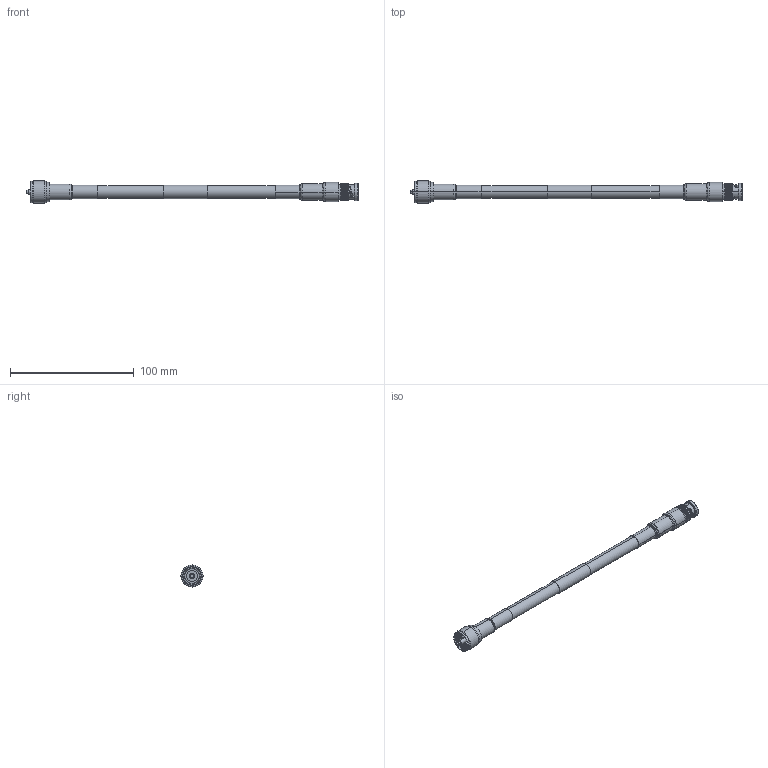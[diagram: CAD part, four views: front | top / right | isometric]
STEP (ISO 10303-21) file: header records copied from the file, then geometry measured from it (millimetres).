
FILE_DESCRIPTION (( 'STEP AP214' ), '1' );
FILE_NAME ('FMCA100239_3D.step', '2025-02-11T17:15:46', ( '' ), ( '' ), 'SwSTEP 2.0', 'SolidWorks 2022', '' );
FILE_SCHEMA (( 'AUTOMOTIVE_DESIGN' ));
Length unit declared in the file: inch
Products named in the file (4): PE44054^FMCA100239; FMCA100239_3D; LMR-400-UF^FMCA100239_WITH LABEL; PE44294^FMCA100239
Assembly tree (3 placements, depth 2):
  FMCA100239_3D
    LMR-400-UF^FMCA100239_WITH LABEL
    PE44054^FMCA100239
    PE44294^FMCA100239
Bounding box: 267.95 x 17.78 x 17.78 mm (x, y, z)
Volume: 25893.1 mm3; surface area: 22133 mm2
Topology: 6 solids, 6 shells, 595 faces, 1329 edges, 769 vertices
Faces by surface type: cylinder 194, plane 188, cone 170, torus 28, bspline 15
Entity records: 20649 total; most frequent: CARTESIAN_POINT 6697, DIRECTION 2747, ORIENTED_EDGE 2658, EDGE_CURVE 1329, AXIS2_PLACEMENT_3D 1160, VERTEX_POINT 769, EDGE_LOOP 628, FACE_OUTER_BOUND 595
